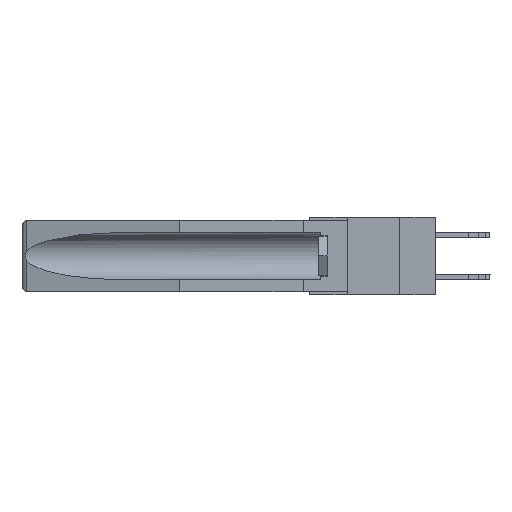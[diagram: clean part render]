
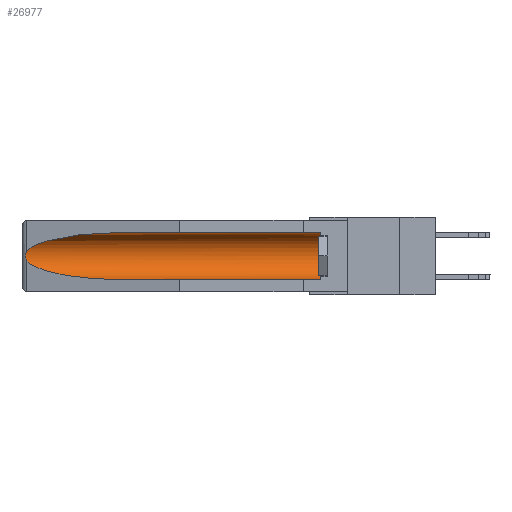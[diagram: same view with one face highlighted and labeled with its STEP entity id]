
A CAD part, left-side view. The second image highlights one B-rep face of the part: STEP entity #26977.
In plain terms, the highlighted cylindrical face has radius 2.857 mm (diameter 5.715 mm), a partial arc.
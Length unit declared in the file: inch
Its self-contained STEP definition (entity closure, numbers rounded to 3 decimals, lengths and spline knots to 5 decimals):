
#54 = CARTESIAN_POINT ( 'NONE',  ( 0.155, 1.07973, -0.059 ) ) ;
#836 = EDGE_CURVE ( 'NONE', #27454, #18578, #1043, .T. ) ;
#1043 =( BOUNDED_CURVE ( )  B_SPLINE_CURVE ( 3, ( #9592, #25082, #18590, #16463 ),
 .UNSPECIFIED., .F., .F. ) 
 B_SPLINE_CURVE_WITH_KNOTS ( ( 4, 4 ),
 ( 4.71239, 6.08839 ),
 .UNSPECIFIED. ) 
 CURVE ( )  GEOMETRIC_REPRESENTATION_ITEM ( )  RATIONAL_B_SPLINE_CURVE ( ( 1., 0.848, 0.848, 1. ) ) 
 REPRESENTATION_ITEM ( '' )  );
#1513 = CARTESIAN_POINT ( 'NONE',  ( 0.155, 1.07973, -0.284 ) ) ;
#3388 = VERTEX_POINT ( 'NONE', #25594 ) ;
#4001 = CARTESIAN_POINT ( 'NONE',  ( 0.155, -0.30754, -0.1715 ) ) ;
#4127 = CYLINDRICAL_SURFACE ( 'NONE', #17617, 0.1125 ) ;
#4334 = CARTESIAN_POINT ( 'NONE',  ( 0.21114, 1.30732, -0.284 ) ) ;
#4392 = EDGE_CURVE ( 'NONE', #18743, #12071, #5844, .T. ) ;
#4557 = LINE ( 'NONE', #24169, #4932 ) ;
#4932 = VECTOR ( 'NONE', #13362, 39.37008 ) ;
#5292 = CIRCLE ( 'NONE', #6374, 0.1125 ) ;
#5372 = VERTEX_POINT ( 'NONE', #19535 ) ;
#5381 = EDGE_CURVE ( 'NONE', #18578, #18743, #17311, .T. ) ;
#5844 =( BOUNDED_CURVE ( )  B_SPLINE_CURVE ( 3, ( #23925, #15049, #4334, #10669 ),
 .UNSPECIFIED., .F., .F. ) 
 B_SPLINE_CURVE_WITH_KNOTS ( ( 4, 4 ),
 ( 0.1948, 1.5708 ),
 .UNSPECIFIED. ) 
 CURVE ( )  GEOMETRIC_REPRESENTATION_ITEM ( )  RATIONAL_B_SPLINE_CURVE ( ( 1., 0.848, 0.848, 1. ) ) 
 REPRESENTATION_ITEM ( '' )  );
#5864 = CARTESIAN_POINT ( 'NONE',  ( 0.26537, 1.52718, -0.14972 ) ) ;
#6249 = CARTESIAN_POINT ( 'NONE',  ( 0.155, -0.30754, -0.284 ) ) ;
#6374 = AXIS2_PLACEMENT_3D ( 'NONE', #25417, #27628, #26824 ) ;
#6550 = CARTESIAN_POINT ( 'NONE',  ( 0.26537, 1.52718, -0.14972 ) ) ;
#6655 = CARTESIAN_POINT ( 'NONE',  ( 0.26654, 1.53092, -0.15636 ) ) ;
#6740 = CARTESIAN_POINT ( 'NONE',  ( 0.26537, 1.52718, -0.19328 ) ) ;
#8957 = LINE ( 'NONE', #6249, #25924 ) ;
#9592 = CARTESIAN_POINT ( 'NONE',  ( 0.155, 1.07973, -0.059 ) ) ;
#10183 = EDGE_LOOP ( 'NONE', ( #15450, #16540, #19925, #13417, #19079, #11679 ) ) ;
#10451 = DIRECTION ( 'NONE',  ( 0., 1., 0. ) ) ;
#10631 = CARTESIAN_POINT ( 'NONE',  ( 0.2673, 1.53269, -0.17917 ) ) ;
#10669 = CARTESIAN_POINT ( 'NONE',  ( 0.155, 1.07973, -0.284 ) ) ;
#10735 = DIRECTION ( 'NONE',  ( 0., 1., 0. ) ) ;
#11679 = ORIENTED_EDGE ( 'NONE', *, *, #14471, .T. ) ;
#12071 = VERTEX_POINT ( 'NONE', #1513 ) ;
#13362 = DIRECTION ( 'NONE',  ( 0., 1., 0. ) ) ;
#13417 = ORIENTED_EDGE ( 'NONE', *, *, #27008, .F. ) ;
#13954 = EDGE_CURVE ( 'NONE', #5372, #3388, #5292, .T. ) ;
#14471 = EDGE_CURVE ( 'NONE', #3388, #27454, #4557, .T. ) ;
#14829 = CARTESIAN_POINT ( 'NONE',  ( 0.2675, 1.53308, -0.17534 ) ) ;
#15049 = CARTESIAN_POINT ( 'NONE',  ( 0.25451, 1.48313, -0.24835 ) ) ;
#15415 = CARTESIAN_POINT ( 'NONE',  ( 0.2675, 1.53308, -0.16763 ) ) ;
#15450 = ORIENTED_EDGE ( 'NONE', *, *, #836, .T. ) ;
#16393 = CARTESIAN_POINT ( 'NONE',  ( 0.26597, 1.5296, -0.19026 ) ) ;
#16463 = CARTESIAN_POINT ( 'NONE',  ( 0.26537, 1.52718, -0.14972 ) ) ;
#16540 = ORIENTED_EDGE ( 'NONE', *, *, #5381, .T. ) ;
#17243 = FACE_OUTER_BOUND ( 'NONE', #10183, .T. ) ;
#17311 = B_SPLINE_CURVE_WITH_KNOTS ( 'NONE', 3,
 ( #5864, #21266, #6655, #17610, #15415, #14829, #10631, #17663, #16393, #25498 ),
 .UNSPECIFIED., .F., .F.,
 ( 4, 2, 2, 2, 4 ),
 ( 0., 0.00029, 0.00058, 0.00087, 0.00117 ),
 .UNSPECIFIED. ) ;
#17610 = CARTESIAN_POINT ( 'NONE',  ( 0.2673, 1.5327, -0.16383 ) ) ;
#17617 = AXIS2_PLACEMENT_3D ( 'NONE', #4001, #10451, #26227 ) ;
#17663 = CARTESIAN_POINT ( 'NONE',  ( 0.26655, 1.53094, -0.18657 ) ) ;
#18578 = VERTEX_POINT ( 'NONE', #6550 ) ;
#18590 = CARTESIAN_POINT ( 'NONE',  ( 0.25451, 1.48313, -0.09465 ) ) ;
#18743 = VERTEX_POINT ( 'NONE', #6740 ) ;
#19079 = ORIENTED_EDGE ( 'NONE', *, *, #13954, .T. ) ;
#19535 = CARTESIAN_POINT ( 'NONE',  ( 0.155, 0.126, -0.284 ) ) ;
#19925 = ORIENTED_EDGE ( 'NONE', *, *, #4392, .T. ) ;
#21266 = CARTESIAN_POINT ( 'NONE',  ( 0.26597, 1.52961, -0.15275 ) ) ;
#23925 = CARTESIAN_POINT ( 'NONE',  ( 0.26537, 1.52718, -0.19328 ) ) ;
#24169 = CARTESIAN_POINT ( 'NONE',  ( 0.155, -0.30754, -0.059 ) ) ;
#25082 = CARTESIAN_POINT ( 'NONE',  ( 0.21114, 1.30732, -0.059 ) ) ;
#25417 = CARTESIAN_POINT ( 'NONE',  ( 0.155, 0.126, -0.1715 ) ) ;
#25498 = CARTESIAN_POINT ( 'NONE',  ( 0.26537, 1.52718, -0.19328 ) ) ;
#25594 = CARTESIAN_POINT ( 'NONE',  ( 0.155, 0.126, -0.059 ) ) ;
#25924 = VECTOR ( 'NONE', #10735, 39.37008 ) ;
#26227 = DIRECTION ( 'NONE',  ( 0., 0., 1. ) ) ;
#26824 = DIRECTION ( 'NONE',  ( 0., 0., 1. ) ) ;
#26977 = ADVANCED_FACE ( 'NONE', ( #17243 ), #4127, .F. ) ;
#27008 = EDGE_CURVE ( 'NONE', #5372, #12071, #8957, .T. ) ;
#27454 = VERTEX_POINT ( 'NONE', #54 ) ;
#27628 = DIRECTION ( 'NONE',  ( 0., -1., 0. ) ) ;
